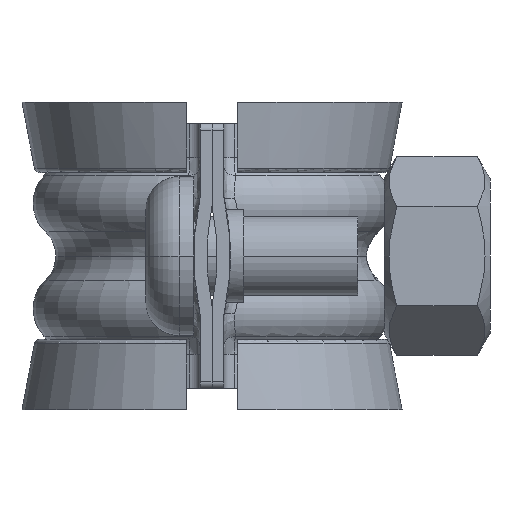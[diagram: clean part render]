
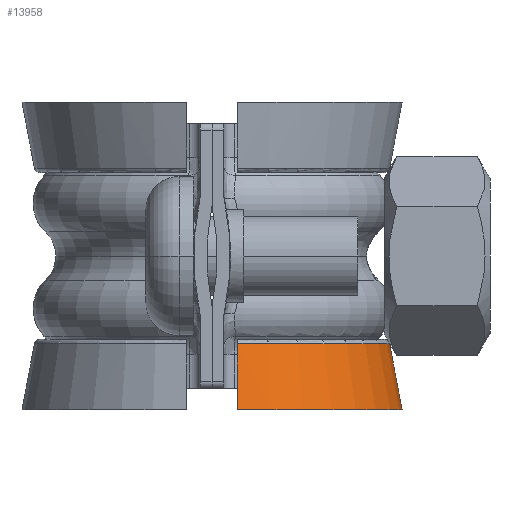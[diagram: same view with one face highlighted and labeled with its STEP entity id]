
A CAD part, left-side view. The second image highlights one B-rep face of the part: STEP entity #13958.
In plain terms, the highlighted conical face has half-angle 10.685 degrees and reference radius 15.35 mm.
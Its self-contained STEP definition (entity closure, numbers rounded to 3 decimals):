
#56 = DIRECTION ( 'NONE',  ( 0., 0., -1. ) ) ;
#716 = CARTESIAN_POINT ( 'NONE',  ( -15.074, -1.9, -11.6 ) ) ;
#1288 = CARTESIAN_POINT ( 'NONE',  ( -14.117, -1.9, -6.626 ) ) ;
#1537 = VERTEX_POINT ( 'NONE', #14043 ) ;
#1819 = CARTESIAN_POINT ( 'NONE',  ( 14.117, -1.9, -6.626 ) ) ;
#2679 = CARTESIAN_POINT ( 'NONE',  ( 15.074, -1.9, -11.6 ) ) ;
#3322 = ORIENTED_EDGE ( 'NONE', *, *, #7341, .F. ) ;
#4159 = CARTESIAN_POINT ( 'NONE',  ( -14.755, -1.9, -9.942 ) ) ;
#4235 = CARTESIAN_POINT ( 'NONE',  ( -14.117, -1.9, -6.626 ) ) ;
#4250 = CARTESIAN_POINT ( 'NONE',  ( 0., 1., -11.6 ) ) ;
#4741 = B_SPLINE_CURVE_WITH_KNOTS ( 'NONE', 3,
 ( #11757, #14123, #6112, #2679 ),
 .UNSPECIFIED., .F., .F.,
 ( 4, 4 ),
 ( 0.016, 0.022 ),
 .UNSPECIFIED. ) ;
#5502 = CARTESIAN_POINT ( 'NONE',  ( 0., 1., -6.626 ) ) ;
#5787 = VERTEX_POINT ( 'NONE', #9961 ) ;
#5932 = AXIS2_PLACEMENT_3D ( 'NONE', #12354, #56, #10062 ) ;
#6027 = CIRCLE ( 'NONE', #14315, 15.35 ) ;
#6112 = CARTESIAN_POINT ( 'NONE',  ( 14.755, -1.9, -9.942 ) ) ;
#6549 = DIRECTION ( 'NONE',  ( -1., 0., 0. ) ) ;
#7341 = EDGE_CURVE ( 'NONE', #12585, #1537, #4741, .T. ) ;
#7978 = FACE_OUTER_BOUND ( 'NONE', #9095, .T. ) ;
#8308 = CONICAL_SURFACE ( 'NONE', #5932, 15.35, 0.186 ) ;
#8411 = AXIS2_PLACEMENT_3D ( 'NONE', #5502, #10101, #11281 ) ;
#8825 = ORIENTED_EDGE ( 'NONE', *, *, #12286, .T. ) ;
#9077 = ORIENTED_EDGE ( 'NONE', *, *, #11463, .F. ) ;
#9095 = EDGE_LOOP ( 'NONE', ( #8825, #12741, #3322, #9077 ) ) ;
#9961 = CARTESIAN_POINT ( 'NONE',  ( -15.074, -1.9, -11.6 ) ) ;
#10062 = DIRECTION ( 'NONE',  ( -1., 0., 0. ) ) ;
#10101 = DIRECTION ( 'NONE',  ( 0., 0., 1. ) ) ;
#10164 = VERTEX_POINT ( 'NONE', #1288 ) ;
#10859 = CARTESIAN_POINT ( 'NONE',  ( -14.436, -1.9, -8.284 ) ) ;
#10971 = EDGE_CURVE ( 'NONE', #5787, #1537, #6027, .T. ) ;
#11281 = DIRECTION ( 'NONE',  ( 1., 0., 0. ) ) ;
#11463 = EDGE_CURVE ( 'NONE', #10164, #12585, #12189, .T. ) ;
#11757 = CARTESIAN_POINT ( 'NONE',  ( 14.117, -1.9, -6.626 ) ) ;
#12189 = CIRCLE ( 'NONE', #8411, 14.411 ) ;
#12286 = EDGE_CURVE ( 'NONE', #10164, #5787, #13413, .T. ) ;
#12354 = CARTESIAN_POINT ( 'NONE',  ( 0., 1., -11.6 ) ) ;
#12585 = VERTEX_POINT ( 'NONE', #1819 ) ;
#12741 = ORIENTED_EDGE ( 'NONE', *, *, #10971, .T. ) ;
#13413 = B_SPLINE_CURVE_WITH_KNOTS ( 'NONE', 3,
 ( #4235, #10859, #4159, #716 ),
 .UNSPECIFIED., .F., .F.,
 ( 4, 4 ),
 ( 0.016, 0.022 ),
 .UNSPECIFIED. ) ;
#13958 = ADVANCED_FACE ( 'NONE', ( #7978 ), #8308, .T. ) ;
#14043 = CARTESIAN_POINT ( 'NONE',  ( 15.074, -1.9, -11.6 ) ) ;
#14123 = CARTESIAN_POINT ( 'NONE',  ( 14.436, -1.9, -8.284 ) ) ;
#14269 = DIRECTION ( 'NONE',  ( 0., 0., 1. ) ) ;
#14315 = AXIS2_PLACEMENT_3D ( 'NONE', #4250, #14269, #6549 ) ;
